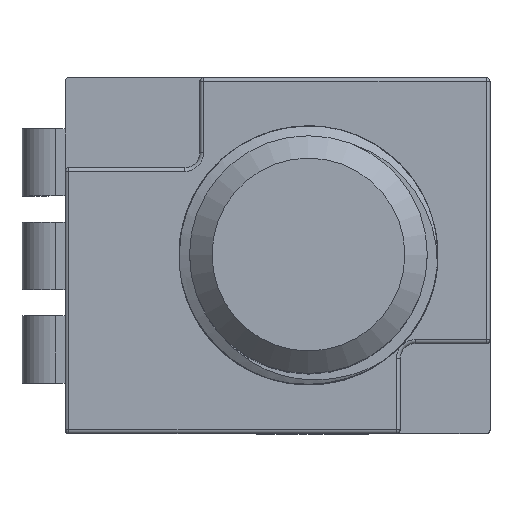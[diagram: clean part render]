
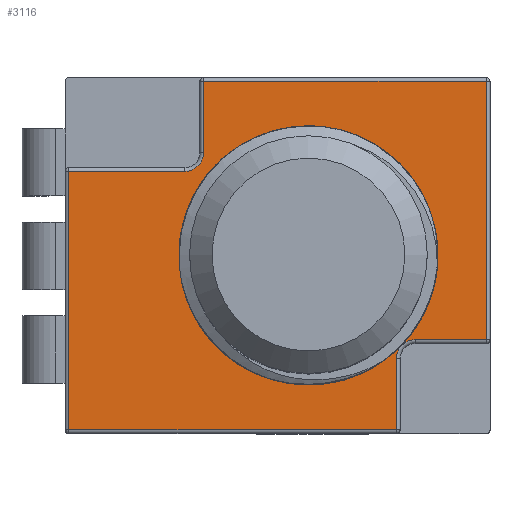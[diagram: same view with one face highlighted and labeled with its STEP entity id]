
A CAD part, top view. The second image highlights one B-rep face of the part: STEP entity #3116.
In plain terms, the highlighted planar face has unit normal (0, 0, 1).
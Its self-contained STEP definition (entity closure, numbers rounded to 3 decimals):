
#81=PLANE('',#3340);
#189=FACE_OUTER_BOUND('',#371,.T.);
#371=EDGE_LOOP('',(#2151,#2152,#2153,#2154,#2155,#2156,#2157,#2158,#2159,
#2160));
#554=LINE('',#4602,#868);
#555=LINE('',#4613,#869);
#559=LINE('',#4629,#873);
#561=LINE('',#4635,#875);
#562=LINE('',#4637,#876);
#563=LINE('',#4639,#877);
#564=LINE('',#4643,#878);
#565=LINE('',#4644,#879);
#868=VECTOR('',#3676,10.);
#869=VECTOR('',#3689,10.);
#873=VECTOR('',#3709,10.);
#875=VECTOR('',#3715,10.);
#876=VECTOR('',#3716,10.);
#877=VECTOR('',#3717,10.);
#878=VECTOR('',#3720,10.);
#879=VECTOR('',#3721,10.);
#1176=CIRCLE('',#3327,0.5);
#1184=CIRCLE('',#3341,0.5);
#1309=VERTEX_POINT('',#4596);
#1311=VERTEX_POINT('',#4600);
#1313=VERTEX_POINT('',#4605);
#1315=VERTEX_POINT('',#4611);
#1319=VERTEX_POINT('',#4628);
#1321=VERTEX_POINT('',#4634);
#1322=VERTEX_POINT('',#4636);
#1323=VERTEX_POINT('',#4638);
#1324=VERTEX_POINT('',#4640);
#1325=VERTEX_POINT('',#4642);
#1629=EDGE_CURVE('',#1311,#1309,#554,.T.);
#1631=EDGE_CURVE('',#1313,#1311,#1176,.T.);
#1634=EDGE_CURVE('',#1315,#1313,#555,.T.);
#1642=EDGE_CURVE('',#1309,#1319,#559,.T.);
#1645=EDGE_CURVE('',#1321,#1315,#561,.T.);
#1646=EDGE_CURVE('',#1322,#1321,#562,.T.);
#1647=EDGE_CURVE('',#1323,#1322,#563,.T.);
#1648=EDGE_CURVE('',#1324,#1323,#1184,.T.);
#1649=EDGE_CURVE('',#1325,#1324,#564,.T.);
#1650=EDGE_CURVE('',#1319,#1325,#565,.T.);
#2151=ORIENTED_EDGE('',*,*,#1629,.F.);
#2152=ORIENTED_EDGE('',*,*,#1631,.F.);
#2153=ORIENTED_EDGE('',*,*,#1634,.F.);
#2154=ORIENTED_EDGE('',*,*,#1645,.F.);
#2155=ORIENTED_EDGE('',*,*,#1646,.F.);
#2156=ORIENTED_EDGE('',*,*,#1647,.F.);
#2157=ORIENTED_EDGE('',*,*,#1648,.F.);
#2158=ORIENTED_EDGE('',*,*,#1649,.F.);
#2159=ORIENTED_EDGE('',*,*,#1650,.F.);
#2160=ORIENTED_EDGE('',*,*,#1642,.F.);
#3116=ADVANCED_FACE('',(#189),#81,.T.);
#3327=AXIS2_PLACEMENT_3D('',#4607,#3681,#3682);
#3340=AXIS2_PLACEMENT_3D('',#4633,#3713,#3714);
#3341=AXIS2_PLACEMENT_3D('',#4641,#3718,#3719);
#3676=DIRECTION('',(0.,-1.,0.));
#3681=DIRECTION('center_axis',(0.,0.,1.));
#3682=DIRECTION('ref_axis',(-0.707,0.707,0.));
#3689=DIRECTION('',(-1.,0.,0.));
#3709=DIRECTION('',(-1.,0.,0.));
#3713=DIRECTION('center_axis',(0.,0.,1.));
#3714=DIRECTION('ref_axis',(1.,0.,0.));
#3715=DIRECTION('',(0.,-1.,0.));
#3716=DIRECTION('',(1.,0.,0.));
#3717=DIRECTION('',(0.,1.,0.));
#3718=DIRECTION('center_axis',(0.,0.,1.));
#3719=DIRECTION('ref_axis',(0.707,-0.707,0.));
#3720=DIRECTION('',(1.,0.,0.));
#3721=DIRECTION('',(0.,1.,0.));
#4596=CARTESIAN_POINT('',(9.85,-7.15,10.));
#4600=CARTESIAN_POINT('',(9.85,-5.25,10.));
#4602=CARTESIAN_POINT('',(9.85,-4.875,10.));
#4605=CARTESIAN_POINT('',(10.35,-4.75,10.));
#4607=CARTESIAN_POINT('Origin',(10.35,-5.25,10.));
#4611=CARTESIAN_POINT('',(12.25,-4.75,10.));
#4613=CARTESIAN_POINT('',(8.313,-4.75,10.));
#4628=CARTESIAN_POINT('',(1.1,-7.15,10.));
#4629=CARTESIAN_POINT('',(3.838,-7.15,10.));
#4633=CARTESIAN_POINT('Origin',(6.675,-2.5,10.));
#4634=CARTESIAN_POINT('',(12.25,2.15,10.));
#4635=CARTESIAN_POINT('',(12.25,-4.875,10.));
#4636=CARTESIAN_POINT('',(4.7,2.15,10.));
#4637=CARTESIAN_POINT('',(9.513,2.15,10.));
#4638=CARTESIAN_POINT('',(4.7,0.25,10.));
#4639=CARTESIAN_POINT('',(4.7,-0.125,10.));
#4640=CARTESIAN_POINT('',(4.2,-0.25,10.));
#4641=CARTESIAN_POINT('Origin',(4.2,0.25,10.));
#4642=CARTESIAN_POINT('',(1.1,-0.25,10.));
#4643=CARTESIAN_POINT('',(5.638,-0.25,10.));
#4644=CARTESIAN_POINT('',(1.1,-0.125,10.));
